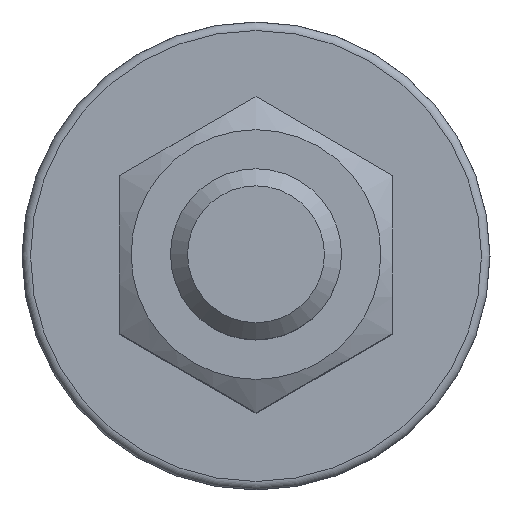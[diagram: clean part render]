
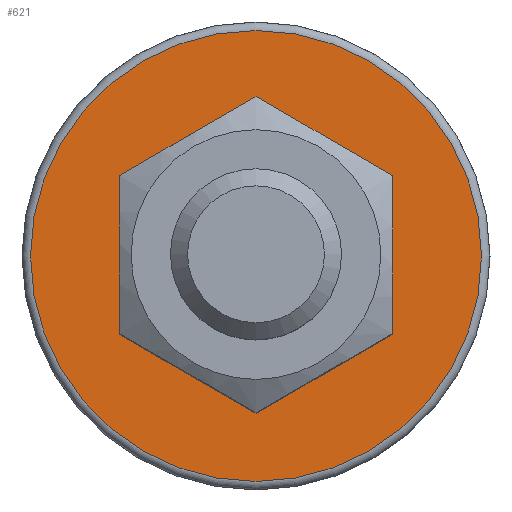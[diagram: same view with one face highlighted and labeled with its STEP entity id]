
A CAD part, top view. The second image highlights one B-rep face of the part: STEP entity #621.
In plain terms, the highlighted face is planar.
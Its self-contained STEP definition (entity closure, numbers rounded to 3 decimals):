
#47=FACE_BOUND('',#146,.T.);
#77=PLANE('',#801);
#108=FACE_OUTER_BOUND('',#145,.T.);
#145=EDGE_LOOP('',(#472,#473));
#146=EDGE_LOOP('',(#474));
#231=CIRCLE('',#782,7.);
#242=CIRCLE('',#798,13.181);
#244=CIRCLE('',#800,13.181);
#282=VERTEX_POINT('',#1115);
#292=VERTEX_POINT('',#1143);
#293=VERTEX_POINT('',#1144);
#347=EDGE_CURVE('',#282,#282,#231,.T.);
#360=EDGE_CURVE('',#292,#293,#242,.T.);
#362=EDGE_CURVE('',#293,#292,#244,.T.);
#472=ORIENTED_EDGE('',*,*,#360,.F.);
#473=ORIENTED_EDGE('',*,*,#362,.F.);
#474=ORIENTED_EDGE('',*,*,#347,.T.);
#621=ADVANCED_FACE('',(#108,#47),#77,.T.);
#782=AXIS2_PLACEMENT_3D('',#1116,#901,#902);
#798=AXIS2_PLACEMENT_3D('',#1145,#935,#936);
#800=AXIS2_PLACEMENT_3D('',#1147,#939,#940);
#801=AXIS2_PLACEMENT_3D('',#1148,#941,#942);
#901=DIRECTION('center_axis',(0.,-1.,0.));
#902=DIRECTION('ref_axis',(-1.,0.,0.));
#935=DIRECTION('center_axis',(0.,-1.,0.));
#936=DIRECTION('ref_axis',(1.,0.,0.));
#939=DIRECTION('center_axis',(0.,-1.,0.));
#940=DIRECTION('ref_axis',(1.,0.,0.));
#941=DIRECTION('center_axis',(0.,1.,0.));
#942=DIRECTION('ref_axis',(0.,0.,1.));
#1115=CARTESIAN_POINT('',(7.,22.5,0.));
#1116=CARTESIAN_POINT('Origin',(0.,22.5,0.));
#1143=CARTESIAN_POINT('',(-13.181,22.5,0.));
#1144=CARTESIAN_POINT('',(0.,22.5,-13.181));
#1145=CARTESIAN_POINT('Origin',(0.,22.5,0.));
#1147=CARTESIAN_POINT('Origin',(0.,22.5,0.));
#1148=CARTESIAN_POINT('Origin',(0.,22.5,0.));
